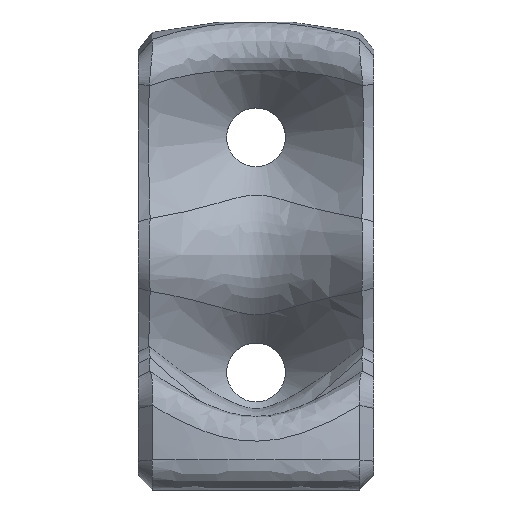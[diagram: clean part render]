
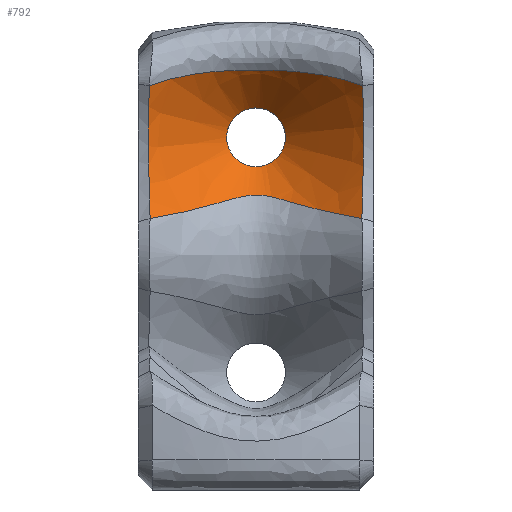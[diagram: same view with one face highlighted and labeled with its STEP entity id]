
A CAD part, front view. The second image highlights one B-rep face of the part: STEP entity #792.
In plain terms, the highlighted conical face has half-angle 45 degrees and reference radius 2.5 mm.
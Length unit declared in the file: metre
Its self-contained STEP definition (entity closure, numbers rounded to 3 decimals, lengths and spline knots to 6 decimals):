
#48=CONICAL_SURFACE('',#874,0.0025,0.785);
#107=CIRCLE('',#875,0.0025);
#170=ORIENTED_EDGE('',*,*,#418,.T.);
#171=ORIENTED_EDGE('',*,*,#419,.T.);
#172=ORIENTED_EDGE('',*,*,#420,.T.);
#173=ORIENTED_EDGE('',*,*,#421,.T.);
#174=ORIENTED_EDGE('',*,*,#422,.T.);
#418=EDGE_CURVE('',#542,#542,#107,.F.);
#419=EDGE_CURVE('',#543,#544,#593,.T.);
#420=EDGE_CURVE('',#544,#545,#594,.T.);
#421=EDGE_CURVE('',#545,#546,#595,.T.);
#422=EDGE_CURVE('',#546,#543,#596,.T.);
#542=VERTEX_POINT('',#1407);
#543=VERTEX_POINT('',#1423);
#544=VERTEX_POINT('',#1424);
#545=VERTEX_POINT('',#1439);
#546=VERTEX_POINT('',#1451);
#593=B_SPLINE_CURVE_WITH_KNOTS('',3,(#1408,#1409,#1410,#1411,#1412,#1413,
#1414,#1415,#1416,#1417,#1418,#1419,#1420,#1421,#1422),.UNSPECIFIED.,.F.,
 .F.,(4,1,1,1,1,1,1,1,1,1,1,1,4),(0.001343,0.004185,
0.007028,0.008449,0.00987,0.011292,
0.012713,0.014134,0.015555,0.016977,
0.018398,0.021241,0.024083),.UNSPECIFIED.);
#594=B_SPLINE_CURVE_WITH_KNOTS('',3,(#1425,#1426,#1427,#1428,#1429,#1430,
#1431,#1432,#1433,#1434,#1435,#1436,#1437,#1438),.UNSPECIFIED.,.F.,.F.,
(4,1,1,1,1,1,1,1,1,1,1,4),(0.,0.125,0.1875,0.25,0.3125,0.375,0.5,0.625,
0.75,0.8125,0.875,1.),.UNSPECIFIED.);
#595=B_SPLINE_CURVE_WITH_KNOTS('',3,(#1440,#1441,#1442,#1443,#1444,#1445,
#1446,#1447,#1448,#1449,#1450),.UNSPECIFIED.,.F.,.F.,(4,1,1,1,1,1,1,1,4),
(0.001213,0.006377,0.008959,0.011541,
0.012832,0.014123,0.016704,0.019286,
0.021868),.UNSPECIFIED.);
#596=B_SPLINE_CURVE_WITH_KNOTS('',3,(#1452,#1453,#1454,#1455,#1456,#1457,
#1458,#1459,#1460,#1461,#1462,#1463,#1464,#1465,#1466,#1467),
 .UNSPECIFIED.,.F.,.F.,(4,1,1,1,1,1,1,1,1,1,1,1,1,4),(0.,0.125,0.1875,0.25,
0.3125,0.375,0.4375,0.5,0.625,0.6875,0.75,0.8125,0.875,1.),
 .UNSPECIFIED.);
#661=EDGE_LOOP('',(#170));
#662=EDGE_LOOP('',(#171,#172,#173,#174));
#728=FACE_BOUND('',#661,.T.);
#729=FACE_BOUND('',#662,.T.);
#792=ADVANCED_FACE('',(#728,#729),#48,.F.);
#874=AXIS2_PLACEMENT_3D('',#1405,#954,#955);
#875=AXIS2_PLACEMENT_3D('',#1406,#956,#957);
#954=DIRECTION('',(0.,-1.,0.));
#955=DIRECTION('',(1.,0.,0.));
#956=DIRECTION('',(0.,-1.,0.));
#957=DIRECTION('',(-1.,0.,0.));
#1405=CARTESIAN_POINT('',(0.,-0.0024,0.03));
#1406=CARTESIAN_POINT('',(0.,-0.0024,0.03));
#1407=CARTESIAN_POINT('',(-0.0025,-0.0024,0.03));
#1408=CARTESIAN_POINT('',(-0.00901,-0.01125,0.023097));
#1409=CARTESIAN_POINT('',(-0.00831,-0.010623,0.023215));
#1410=CARTESIAN_POINT('',(-0.006906,-0.009378,0.023476));
#1411=CARTESIAN_POINT('',(-0.005135,-0.007863,0.023885));
#1412=CARTESIAN_POINT('',(-0.003692,-0.006698,0.024275));
#1413=CARTESIAN_POINT('',(-0.002579,-0.00587,0.024595));
#1414=CARTESIAN_POINT('',(-0.001429,-0.005129,0.024927));
#1415=CARTESIAN_POINT('',(-0.000026,-0.004655,0.02517));
#1416=CARTESIAN_POINT('',(0.001388,-0.005105,0.024939));
#1417=CARTESIAN_POINT('',(0.00255,-0.00585,0.024603));
#1418=CARTESIAN_POINT('',(0.003665,-0.006677,0.024282));
#1419=CARTESIAN_POINT('',(0.005116,-0.007847,0.02389));
#1420=CARTESIAN_POINT('',(0.006894,-0.009368,0.023478));
#1421=CARTESIAN_POINT('',(0.008304,-0.010618,0.023216));
#1422=CARTESIAN_POINT('',(0.009007,-0.011248,0.023097));
#1423=CARTESIAN_POINT('',(-0.009008,-0.011249,0.023097));
#1424=CARTESIAN_POINT('',(0.009007,-0.011248,0.023097));
#1425=CARTESIAN_POINT('',(0.009007,-0.011248,0.023097));
#1426=CARTESIAN_POINT('',(0.009018,-0.010979,0.023553));
#1427=CARTESIAN_POINT('',(0.009036,-0.010615,0.024219));
#1428=CARTESIAN_POINT('',(0.00906,-0.010195,0.025102));
#1429=CARTESIAN_POINT('',(0.009078,-0.009932,0.025714));
#1430=CARTESIAN_POINT('',(0.009098,-0.009646,0.026481));
#1431=CARTESIAN_POINT('',(0.009121,-0.009356,0.027438));
#1432=CARTESIAN_POINT('',(0.009146,-0.009107,0.028627));
#1433=CARTESIAN_POINT('',(0.009156,-0.009015,0.030188));
#1434=CARTESIAN_POINT('',(0.009143,-0.009129,0.031427));
#1435=CARTESIAN_POINT('',(0.009124,-0.009342,0.032464));
#1436=CARTESIAN_POINT('',(0.009104,-0.009563,0.033277));
#1437=CARTESIAN_POINT('',(0.009087,-0.009796,0.033939));
#1438=CARTESIAN_POINT('',(0.009075,-0.009974,0.034374));
#1439=CARTESIAN_POINT('',(0.009075,-0.009974,0.034374));
#1440=CARTESIAN_POINT('',(0.009075,-0.009974,0.034374));
#1441=CARTESIAN_POINT('',(0.007747,-0.008995,0.034873));
#1442=CARTESIAN_POINT('',(0.005647,-0.007553,0.035416));
#1443=CARTESIAN_POINT('',(0.002576,-0.006001,0.035682));
#1444=CARTESIAN_POINT('',(0.000443,-0.005501,0.035705));
#1445=CARTESIAN_POINT('',(-0.001308,-0.005698,0.035695));
#1446=CARTESIAN_POINT('',(-0.002952,-0.006196,0.03565));
#1447=CARTESIAN_POINT('',(-0.004894,-0.00717,0.03548));
#1448=CARTESIAN_POINT('',(-0.007039,-0.008515,0.035056));
#1449=CARTESIAN_POINT('',(-0.00841,-0.009483,0.034625));
#1450=CARTESIAN_POINT('',(-0.009075,-0.009974,0.034374));
#1451=CARTESIAN_POINT('',(-0.009075,-0.009974,0.034374));
#1452=CARTESIAN_POINT('',(-0.009075,-0.009974,0.034374));
#1453=CARTESIAN_POINT('',(-0.009087,-0.009789,0.033921));
#1454=CARTESIAN_POINT('',(-0.009105,-0.009552,0.033256));
#1455=CARTESIAN_POINT('',(-0.009125,-0.009318,0.032357));
#1456=CARTESIAN_POINT('',(-0.009138,-0.00919,0.031724));
#1457=CARTESIAN_POINT('',(-0.009147,-0.009082,0.03092));
#1458=CARTESIAN_POINT('',(-0.00915,-0.009042,0.030174));
#1459=CARTESIAN_POINT('',(-0.00915,-0.009057,0.02942));
#1460=CARTESIAN_POINT('',(-0.009141,-0.009159,0.028382));
#1461=CARTESIAN_POINT('',(-0.009122,-0.009356,0.027442));
#1462=CARTESIAN_POINT('',(-0.0091,-0.009648,0.026479));
#1463=CARTESIAN_POINT('',(-0.00908,-0.009939,0.025702));
#1464=CARTESIAN_POINT('',(-0.009062,-0.010201,0.025092));
#1465=CARTESIAN_POINT('',(-0.009037,-0.01062,0.02421));
#1466=CARTESIAN_POINT('',(-0.009018,-0.010982,0.023549));
#1467=CARTESIAN_POINT('',(-0.009007,-0.011248,0.023097));
